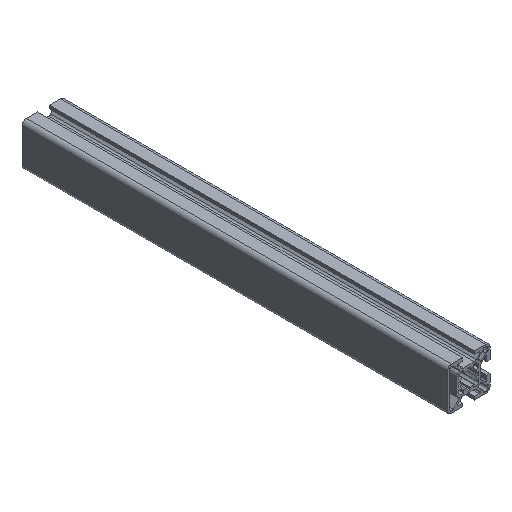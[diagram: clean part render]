
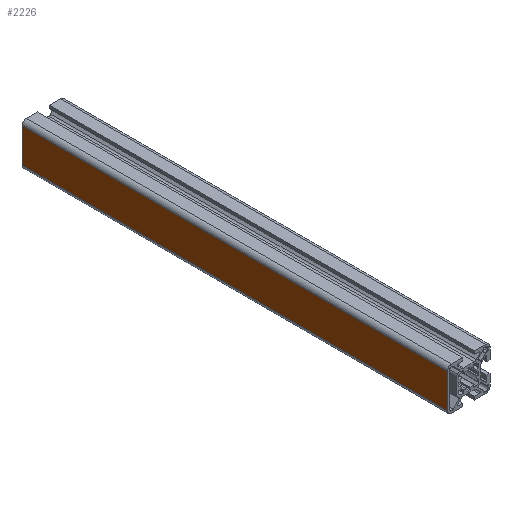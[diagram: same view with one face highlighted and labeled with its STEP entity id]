
A CAD part, isometric view. The second image highlights one B-rep face of the part: STEP entity #2226.
In plain terms, the highlighted face is planar.
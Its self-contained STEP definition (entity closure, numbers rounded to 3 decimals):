
#236 = VERTEX_POINT ( 'NONE', #2609 ) ;
#242 = VERTEX_POINT ( 'NONE', #2613 ) ;
#244 = VERTEX_POINT ( 'NONE', #2610 ) ;
#286 = VERTEX_POINT ( 'NONE', #2638 ) ;
#708 = VECTOR ( 'NONE', #3042, 1000. ) ;
#749 = VECTOR ( 'NONE', #2321, 1000. ) ;
#822 = VECTOR ( 'NONE', #4366, 1000. ) ;
#863 = VECTOR ( 'NONE', #4319, 1000. ) ;
#1133 = ORIENTED_EDGE ( 'NONE', *, *, #1882, .F. ) ;
#1142 = ORIENTED_EDGE ( 'NONE', *, *, #1914, .T. ) ;
#1163 = ORIENTED_EDGE ( 'NONE', *, *, #1855, .T. ) ;
#1190 = ORIENTED_EDGE ( 'NONE', *, *, #1824, .F. ) ;
#1530 = AXIS2_PLACEMENT_3D ( 'NONE', #3744, #3742, #3740 ) ;
#1824 = EDGE_CURVE ( 'NONE', #244, #236, #3039, .T. ) ;
#1855 = EDGE_CURVE ( 'NONE', #242, #286, #2329, .T. ) ;
#1882 = EDGE_CURVE ( 'NONE', #242, #244, #4365, .T. ) ;
#1914 = EDGE_CURVE ( 'NONE', #286, #236, #4317, .T. ) ;
#2226 = ADVANCED_FACE ( 'PLANAR_18', ( #3875 ), #3743, .T. ) ;
#2316 = CARTESIAN_POINT ( 'NONE',  ( 15., -12., -300. ) ) ;
#2321 = DIRECTION ( 'NONE',  ( 0., 1., 0. ) ) ;
#2329 = LINE ( 'NONE', #2316, #749 ) ;
#2609 = CARTESIAN_POINT ( 'NONE',  ( 15., 12., 0. ) ) ;
#2610 = CARTESIAN_POINT ( 'NONE',  ( 15., -12., 0. ) ) ;
#2613 = CARTESIAN_POINT ( 'NONE',  ( 15., -12., -300. ) ) ;
#2638 = CARTESIAN_POINT ( 'NONE',  ( 15., 12., -300. ) ) ;
#3039 = LINE ( 'NONE', #3040, #708 ) ;
#3040 = CARTESIAN_POINT ( 'NONE',  ( 15., -12., 0. ) ) ;
#3042 = DIRECTION ( 'NONE',  ( 0., 1., 0. ) ) ;
#3251 = EDGE_LOOP ( 'NONE', ( #1190, #1133, #1163, #1142 ) ) ;
#3740 = DIRECTION ( 'NONE',  ( 0., 1., 0. ) ) ;
#3742 = DIRECTION ( 'NONE',  ( 1., 0., 0. ) ) ;
#3743 = PLANE ( 'NONE',  #1530 ) ;
#3744 = CARTESIAN_POINT ( 'NONE',  ( 15., -12., -300. ) ) ;
#3875 = FACE_OUTER_BOUND ( 'NONE', #3251, .T. ) ;
#4317 = LINE ( 'NONE', #4318, #863 ) ;
#4318 = CARTESIAN_POINT ( 'NONE',  ( 15., 12., -300. ) ) ;
#4319 = DIRECTION ( 'NONE',  ( 0., 0., 1. ) ) ;
#4365 = LINE ( 'NONE', #4369, #822 ) ;
#4366 = DIRECTION ( 'NONE',  ( 0., 0., 1. ) ) ;
#4369 = CARTESIAN_POINT ( 'NONE',  ( 15., -12., -300. ) ) ;
